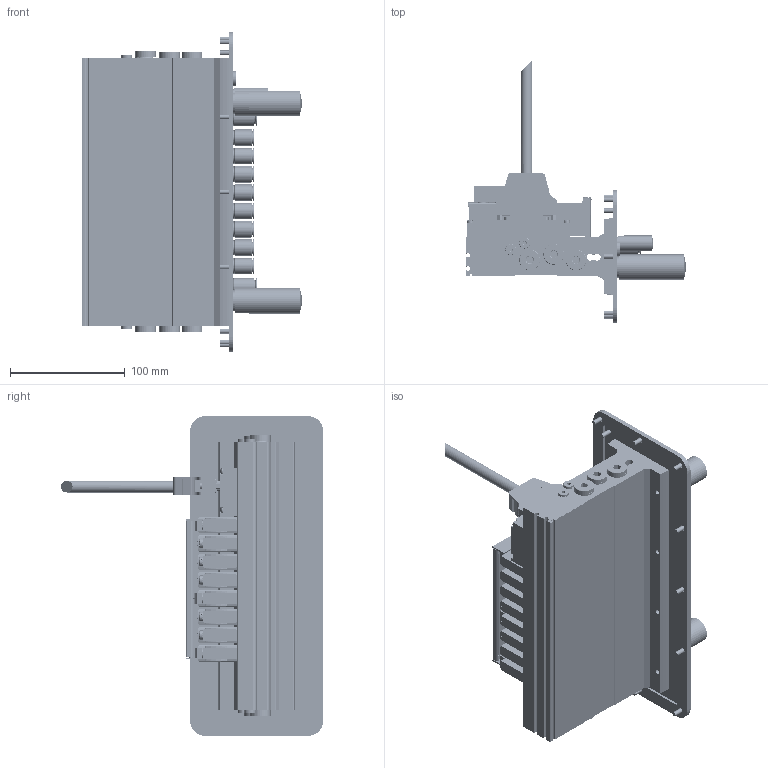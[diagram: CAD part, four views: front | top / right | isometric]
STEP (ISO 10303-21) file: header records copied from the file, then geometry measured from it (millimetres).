
FILE_DESCRIPTION(/* description */ ('VTUG-MP-Ventilinsel'),/* implementation_level */ '2;1');
FILE_NAME(/* name */ 'VTUG 14, 8 met doorvoerplaat en Multi-pin.stp',/* time_stamp */ '2018-07-11T11:05:39+02:00',/* author */ ('user'),/* organization */ ('FESTO'),/* preprocessor_version */ 'ST-DEVELOPER v16.5',/* originating_system */ 'Autodesk Inventor 2017',/* authorisation */ '');
FILE_SCHEMA (('AUTOMOTIVE_DESIGN { 1 0 10303 214 3 1 1 }'));
Length unit declared in the file: millimetre
Products named in the file (20): 573606 VTUG-14-MSDR-B1T-25V20-G14FD-DTL-G18SFD-8VK+M1TTSC; 573605 VABM-L1-14--WS2-G14-8-GR-- ---(MF); 573479 VUVG-B14-T32C-MZT-F-1T1L---(V_G18); 1061809 F-M2.5X37-10.9; 573445 VAEM-L1-S-M1-25---(0)_p; 1426888 F-M3x17-10.9; 575417 NEBV-S1G25-K-2.5-N-LE25-S6---(P); 573515 ASCF-H-L1-14-8V---(T); 1478897 ASCF-H-L1-L---(S); 1488418 ASCF-H-L1---(H); 1491427 ASCF-H-L1-R---(S); 174309 B-M7---(VTUG); 3569 B-1/4---(VTUG); doorvoerplaat groot 8 32 klein; rubber groot 8 32; 1707427 UC-3/8; 578406 NPQH-BK-G18-P10; 578378 NPQH-DK-G14-Q10-P10; 161419 UC-1/8; 578376 NPQH-DK-G18-Q8-P10
Assembly tree (69 placements, depth 2):
  573606 VTUG-14-MSDR-B1T-25V20-G14FD-DTL-G18SFD-8VK+M1TTSC
    573605 VABM-L1-14--WS2-G14-8-GR-- ---(MF)
    573479 VUVG-B14-T32C-MZT-F-1T1L---(V_G18)  x8
    1061809 F-M2.5X37-10.9  x16
    3569 B-1/4---(VTUG)  x6
    174309 B-M7---(VTUG)  x4
    573445 VAEM-L1-S-M1-25---(0)_p
    1426888 F-M3x17-10.9  x4
    575417 NEBV-S1G25-K-2.5-N-LE25-S6---(P)
    573515 ASCF-H-L1-14-8V---(T)
    1478897 ASCF-H-L1-L---(S)
    1488418 ASCF-H-L1---(H)
    1491427 ASCF-H-L1-R---(S)
    doorvoerplaat groot 8 32 klein
    rubber groot 8 32
    1707427 UC-3/8  x2
    578406 NPQH-BK-G18-P10
    578378 NPQH-DK-G14-Q10-P10  x2
    161419 UC-1/8
    578376 NPQH-DK-G18-Q8-P10  x16
Bounding box: 192 x 228.85 x 279 mm (x, y, z)
Volume: 1463704.1 mm3; surface area: 458273.8 mm2
Topology: 69 solids, 69 shells, 4932 faces, 12051 edges, 7817 vertices
Faces by surface type: plane 3029, cylinder 1244, cone 478, torus 85, sphere 67, bspline 29
Full cylindrical faces by diameter (mm): 0.95 x25, 1.12 x1, 1.44 x1, 1.567 x16, 2.156 x2, 2.2 x16, 2.459 x4, 2.5 x18, 2.6 x23, 2.7 x24, 2.8 x4, 3 x4, 3.1 x2, 3.3 x1, 3.9 x16, 4 x30, 4.134 x11, 4.5 x16, 4.864 x1, 5 x14, 5.3 x16, 5.6 x4, 5.85 x1, 5.917 x4, 6 x25, 6.1 x16, 6.2 x2, 6.4 x1, 6.5 x40, 7 x4
Entity records: 50724 total; most frequent: CARTESIAN_POINT 10229, DIRECTION 8491, ORIENTED_EDGE 7438, EDGE_CURVE 3719, AXIS2_PLACEMENT_3D 3211, VERTEX_POINT 2706, EDGE_LOOP 2507, LINE 2069
